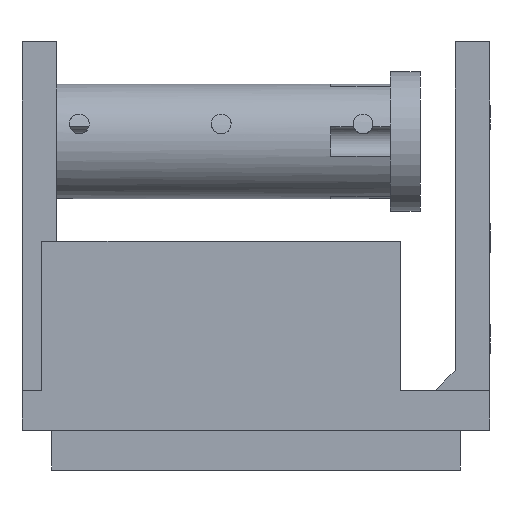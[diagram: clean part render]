
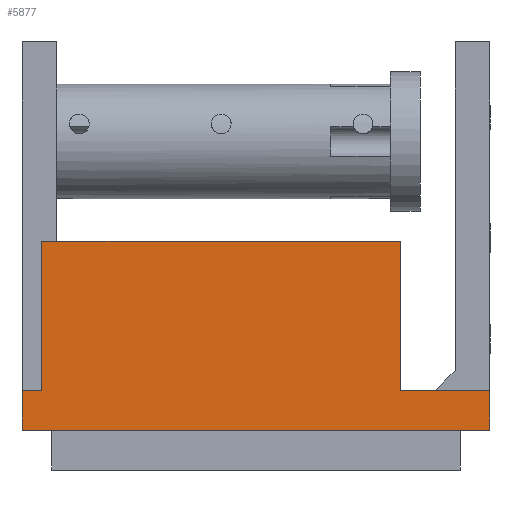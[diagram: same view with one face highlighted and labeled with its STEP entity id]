
A CAD part, front view. The second image highlights one B-rep face of the part: STEP entity #5877.
In plain terms, the highlighted planar face has unit normal (0, -1, 0).
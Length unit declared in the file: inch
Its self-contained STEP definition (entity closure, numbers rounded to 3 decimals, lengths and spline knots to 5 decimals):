
#9 = AXIS2_PLACEMENT_3D ( 'NONE', #445, #6502, #6599 ) ;
#175 = CARTESIAN_POINT ( 'NONE',  ( 1.6939, -0.02618, 5.62841 ) ) ;
#445 = CARTESIAN_POINT ( 'NONE',  ( 0., -0.02618, 0. ) ) ;
#541 = VECTOR ( 'NONE', #6787, 39.37008 ) ;
#566 = VERTEX_POINT ( 'NONE', #2772 ) ;
#948 = VERTEX_POINT ( 'NONE', #4688 ) ;
#990 = VECTOR ( 'NONE', #9161, 39.37008 ) ;
#1021 = LINE ( 'NONE', #8904, #1342 ) ;
#1306 = LINE ( 'NONE', #8123, #7366 ) ;
#1311 = VERTEX_POINT ( 'NONE', #10378 ) ;
#1342 = VECTOR ( 'NONE', #3828, 39.37008 ) ;
#1484 = ORIENTED_EDGE ( 'NONE', *, *, #9923, .T. ) ;
#1885 = CARTESIAN_POINT ( 'NONE',  ( -1.29822, -0.02618, 4.44731 ) ) ;
#2018 = DIRECTION ( 'NONE',  ( 1., 0., 0. ) ) ;
#2495 = CARTESIAN_POINT ( 'NONE',  ( -1.14074, -0.02618, 4.44731 ) ) ;
#2499 = CARTESIAN_POINT ( 'NONE',  ( 2.40257, -0.02618, 4.44731 ) ) ;
#2536 = ORIENTED_EDGE ( 'NONE', *, *, #9529, .T. ) ;
#2741 = DIRECTION ( 'NONE',  ( 1., 0., 0. ) ) ;
#2772 = CARTESIAN_POINT ( 'NONE',  ( -1.29822, -0.02618, 4.13235 ) ) ;
#2803 = CARTESIAN_POINT ( 'NONE',  ( 2.40257, -0.02618, 4.44731 ) ) ;
#2911 = VERTEX_POINT ( 'NONE', #2499 ) ;
#2965 = DIRECTION ( 'NONE',  ( -1., 0., 0. ) ) ;
#3177 = ORIENTED_EDGE ( 'NONE', *, *, #10153, .T. ) ;
#3828 = DIRECTION ( 'NONE',  ( 0., 0., -1. ) ) ;
#4263 = CARTESIAN_POINT ( 'NONE',  ( 2.40257, -0.02618, 4.13235 ) ) ;
#4414 = DIRECTION ( 'NONE',  ( 0., 0., -1. ) ) ;
#4688 = CARTESIAN_POINT ( 'NONE',  ( 1.6939, -0.02618, 5.62841 ) ) ;
#4868 = CARTESIAN_POINT ( 'NONE',  ( 1.6939, -0.02618, 4.44731 ) ) ;
#5803 = VECTOR ( 'NONE', #2741, 39.37008 ) ;
#5877 = ADVANCED_FACE ( 'NONE', ( #11756 ), #7575, .F. ) ;
#6099 = CARTESIAN_POINT ( 'NONE',  ( -1.29822, -0.02618, 4.13235 ) ) ;
#6153 = ORIENTED_EDGE ( 'NONE', *, *, #10815, .T. ) ;
#6270 = LINE ( 'NONE', #6099, #8336 ) ;
#6502 = DIRECTION ( 'NONE',  ( 0., 1., 0. ) ) ;
#6599 = DIRECTION ( 'NONE',  ( 0., 0., 1. ) ) ;
#6768 = CARTESIAN_POINT ( 'NONE',  ( -1.14074, -0.02618, 5.62841 ) ) ;
#6787 = DIRECTION ( 'NONE',  ( 0., 0., 1. ) ) ;
#6995 = EDGE_CURVE ( 'NONE', #13086, #10420, #11367, .T. ) ;
#7161 = ORIENTED_EDGE ( 'NONE', *, *, #6995, .T. ) ;
#7366 = VECTOR ( 'NONE', #2965, 39.37008 ) ;
#7569 = CARTESIAN_POINT ( 'NONE',  ( -1.14074, -0.02618, 5.62841 ) ) ;
#7575 = PLANE ( 'NONE',  #9 ) ;
#8123 = CARTESIAN_POINT ( 'NONE',  ( -1.29822, -0.02618, 4.44731 ) ) ;
#8336 = VECTOR ( 'NONE', #12124, 39.37008 ) ;
#8365 = EDGE_CURVE ( 'NONE', #13086, #948, #12051, .T. ) ;
#8685 = VECTOR ( 'NONE', #2018, 39.37008 ) ;
#8904 = CARTESIAN_POINT ( 'NONE',  ( 1.6939, -0.02618, 5.62841 ) ) ;
#9119 = EDGE_CURVE ( 'NONE', #948, #9491, #1021, .T. ) ;
#9161 = DIRECTION ( 'NONE',  ( -1., 0., 0. ) ) ;
#9376 = ORIENTED_EDGE ( 'NONE', *, *, #9119, .F. ) ;
#9491 = VERTEX_POINT ( 'NONE', #4868 ) ;
#9529 = EDGE_CURVE ( 'NONE', #9768, #2911, #12026, .T. ) ;
#9628 = EDGE_CURVE ( 'NONE', #1311, #566, #6270, .T. ) ;
#9768 = VERTEX_POINT ( 'NONE', #4263 ) ;
#9923 = EDGE_CURVE ( 'NONE', #566, #9768, #11203, .T. ) ;
#10077 = VECTOR ( 'NONE', #4414, 39.37008 ) ;
#10153 = EDGE_CURVE ( 'NONE', #2911, #9491, #1306, .T. ) ;
#10255 = LINE ( 'NONE', #1885, #990 ) ;
#10378 = CARTESIAN_POINT ( 'NONE',  ( -1.29822, -0.02618, 4.44731 ) ) ;
#10420 = VERTEX_POINT ( 'NONE', #2495 ) ;
#10815 = EDGE_CURVE ( 'NONE', #10420, #1311, #10255, .T. ) ;
#11203 = LINE ( 'NONE', #11798, #5803 ) ;
#11348 = ORIENTED_EDGE ( 'NONE', *, *, #8365, .F. ) ;
#11367 = LINE ( 'NONE', #7569, #10077 ) ;
#11756 = FACE_OUTER_BOUND ( 'NONE', #12783, .T. ) ;
#11798 = CARTESIAN_POINT ( 'NONE',  ( 2.40257, -0.02618, 4.13235 ) ) ;
#11816 = ORIENTED_EDGE ( 'NONE', *, *, #9628, .T. ) ;
#12026 = LINE ( 'NONE', #2803, #541 ) ;
#12051 = LINE ( 'NONE', #175, #8685 ) ;
#12124 = DIRECTION ( 'NONE',  ( 0., 0., -1. ) ) ;
#12783 = EDGE_LOOP ( 'NONE', ( #11816, #1484, #2536, #3177, #9376, #11348, #7161, #6153 ) ) ;
#13086 = VERTEX_POINT ( 'NONE', #6768 ) ;
